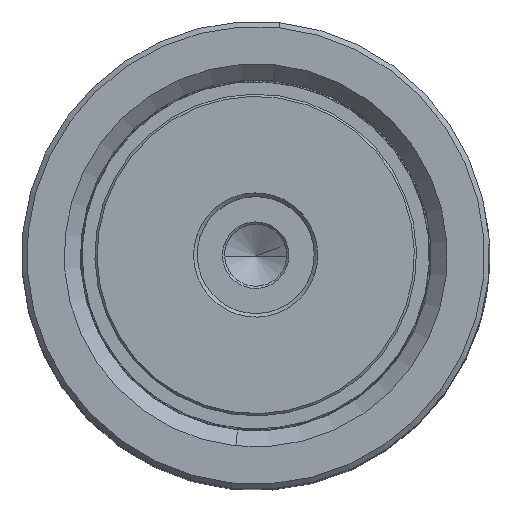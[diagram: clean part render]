
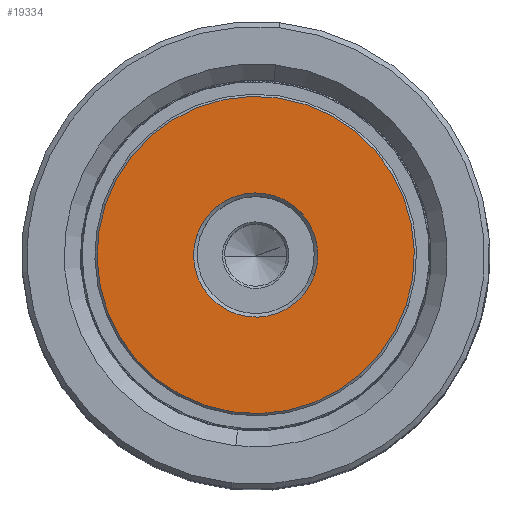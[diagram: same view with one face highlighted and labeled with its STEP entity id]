
A CAD part, top view. The second image highlights one B-rep face of the part: STEP entity #19334.
In plain terms, the highlighted face is planar.
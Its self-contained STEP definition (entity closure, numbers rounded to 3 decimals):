
#469 = DIRECTION ( 'NONE',  ( 1., 0., 0. ) ) ;
#668 = CARTESIAN_POINT ( 'NONE',  ( 8.5, 0., 0. ) ) ;
#1407 = AXIS2_PLACEMENT_3D ( 'NONE', #45360, #17496, #12630 ) ;
#1551 = PLANE ( 'NONE',  #24404 ) ;
#1596 = ORIENTED_EDGE ( 'NONE', *, *, #53166, .T. ) ;
#4315 = DIRECTION ( 'NONE',  ( 0., 0., -1. ) ) ;
#5756 = EDGE_CURVE ( 'NONE', #33191, #56342, #11271, .T. ) ;
#7435 = DIRECTION ( 'NONE',  ( 0., 0., 1. ) ) ;
#7968 = FACE_OUTER_BOUND ( 'NONE', #49941, .T. ) ;
#9837 = AXIS2_PLACEMENT_3D ( 'NONE', #45017, #7435, #44414 ) ;
#10105 = FACE_BOUND ( 'NONE', #54998, .T. ) ;
#11271 = CIRCLE ( 'NONE', #9837, 8.5 ) ;
#12173 = EDGE_CURVE ( 'NONE', #13858, #57337, #43843, .T. ) ;
#12370 = CARTESIAN_POINT ( 'NONE',  ( -8.5, 0., 0. ) ) ;
#12630 = DIRECTION ( 'NONE',  ( 1., 0., 0. ) ) ;
#13858 = VERTEX_POINT ( 'NONE', #22546 ) ;
#15215 = DIRECTION ( 'NONE',  ( 0., 0., -1. ) ) ;
#17496 = DIRECTION ( 'NONE',  ( 0., 0., 1. ) ) ;
#18681 = CIRCLE ( 'NONE', #38368, 21.7 ) ;
#19334 = ADVANCED_FACE ( 'NONE', ( #7968, #10105 ), #1551, .F. ) ;
#20462 = ORIENTED_EDGE ( 'NONE', *, *, #56185, .T. ) ;
#22546 = CARTESIAN_POINT ( 'NONE',  ( 21.7, 0., 0. ) ) ;
#24404 = AXIS2_PLACEMENT_3D ( 'NONE', #29527, #52756, #38686 ) ;
#25320 = CIRCLE ( 'NONE', #1407, 8.5 ) ;
#28254 = CARTESIAN_POINT ( 'NONE',  ( 0., 0., 0. ) ) ;
#29527 = CARTESIAN_POINT ( 'NONE',  ( 0., 0., 0. ) ) ;
#29756 = AXIS2_PLACEMENT_3D ( 'NONE', #33494, #15215, #33893 ) ;
#33191 = VERTEX_POINT ( 'NONE', #12370 ) ;
#33494 = CARTESIAN_POINT ( 'NONE',  ( 0., 0., 0. ) ) ;
#33893 = DIRECTION ( 'NONE',  ( 1., 0., 0. ) ) ;
#38368 = AXIS2_PLACEMENT_3D ( 'NONE', #28254, #4315, #469 ) ;
#38686 = DIRECTION ( 'NONE',  ( 1., 0., 0. ) ) ;
#41652 = ORIENTED_EDGE ( 'NONE', *, *, #12173, .T. ) ;
#42302 = ORIENTED_EDGE ( 'NONE', *, *, #5756, .T. ) ;
#43843 = CIRCLE ( 'NONE', #29756, 21.7 ) ;
#44414 = DIRECTION ( 'NONE',  ( 1., 0., 0. ) ) ;
#44710 = CARTESIAN_POINT ( 'NONE',  ( -21.7, 0., 0. ) ) ;
#45017 = CARTESIAN_POINT ( 'NONE',  ( 0., 0., 0. ) ) ;
#45360 = CARTESIAN_POINT ( 'NONE',  ( 0., 0., 0. ) ) ;
#49941 = EDGE_LOOP ( 'NONE', ( #41652, #20462 ) ) ;
#52756 = DIRECTION ( 'NONE',  ( 0., 0., 1. ) ) ;
#53166 = EDGE_CURVE ( 'NONE', #56342, #33191, #25320, .T. ) ;
#54998 = EDGE_LOOP ( 'NONE', ( #42302, #1596 ) ) ;
#56185 = EDGE_CURVE ( 'NONE', #57337, #13858, #18681, .T. ) ;
#56342 = VERTEX_POINT ( 'NONE', #668 ) ;
#57337 = VERTEX_POINT ( 'NONE', #44710 ) ;
